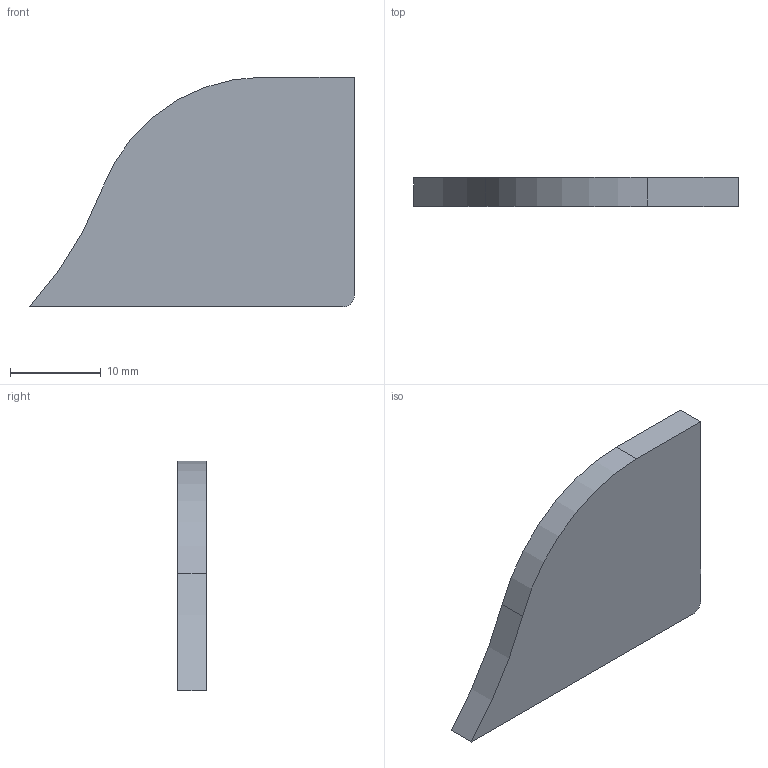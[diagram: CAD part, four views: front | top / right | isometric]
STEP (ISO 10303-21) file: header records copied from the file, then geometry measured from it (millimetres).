
FILE_DESCRIPTION (( 'STEP AP214' ), '1' );
FILE_NAME ('FilletTool_75.STEP', '2025-10-26T01:44:46', ( '' ), ( '' ), 'SwSTEP 2.0', 'SolidWorks 2025', '' );
FILE_SCHEMA (( 'AUTOMOTIVE_DESIGN' ));
Length unit declared in the file: inch
Products named in the file (1): FilletTool_75
Bounding box: 35.88 x 3.17 x 25.4 mm (x, y, z)
Volume: 1737.8 mm3; surface area: 1762.2 mm2
Topology: 1 solids, 1 shells, 68 faces, 177 edges, 118 vertices
Faces by surface type: plane 48, bspline 16, cylinder 4
Entity records: 2924 total; most frequent: CARTESIAN_POINT 1324, ORIENTED_EDGE 354, DIRECTION 259, EDGE_CURVE 177, LINE 137, VECTOR 137, VERTEX_POINT 118, EDGE_LOOP 75
